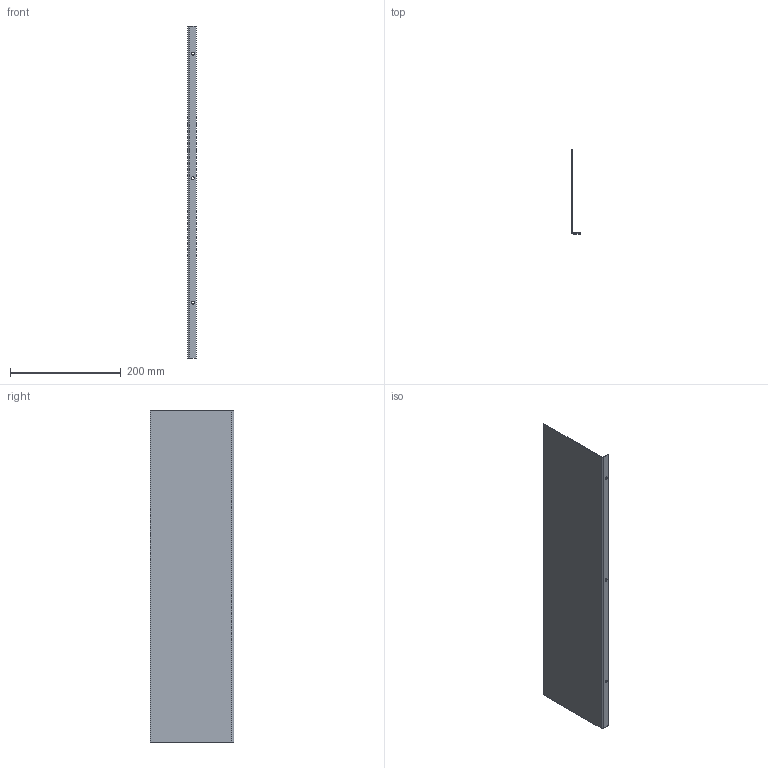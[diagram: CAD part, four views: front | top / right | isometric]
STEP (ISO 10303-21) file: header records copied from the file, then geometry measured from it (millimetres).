
FILE_DESCRIPTION (( 'STEP AP203' ), '1' );
FILE_NAME ('bar between belts_Default_sldprt.STEP', '2024-03-16T15:25:30', ( 'M3tal' ), ( '' ), 'SwSTEP 2.0', 'SolidWorks 2020', '' );
FILE_SCHEMA (( 'CONFIG_CONTROL_DESIGN' ));
Length unit declared in the file: millimetre
Products named in the file (1): bar between belts_Default_sldprt
Bounding box: 16 x 151 x 600 mm (x, y, z)
Volume: 98768.5 mm3; surface area: 199113.6 mm2
Topology: 1 solids, 1 shells, 20 faces, 46 edges, 28 vertices
Faces by surface type: plane 12, cylinder 8
Entity records: 651 total; most frequent: DIRECTION 104, CARTESIAN_POINT 95, ORIENTED_EDGE 92, EDGE_CURVE 46, AXIS2_PLACEMENT_3D 37, VECTOR 30, LINE 30, VERTEX_POINT 28
